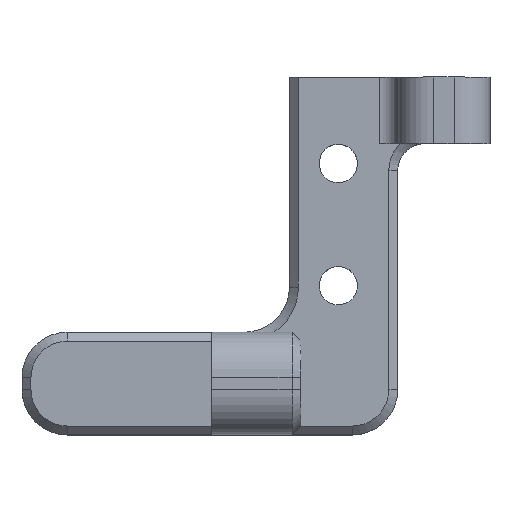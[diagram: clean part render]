
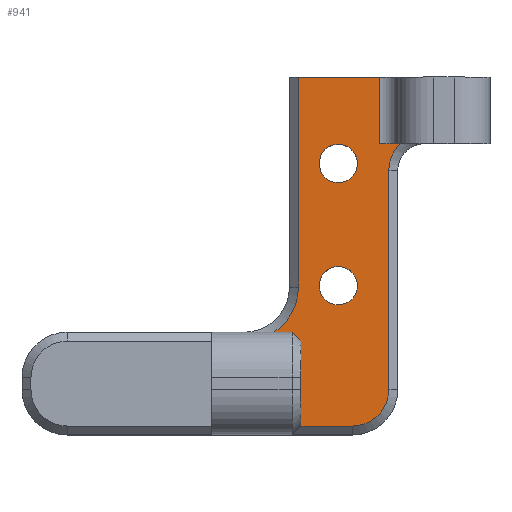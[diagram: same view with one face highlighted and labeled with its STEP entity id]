
A CAD part, top view. The second image highlights one B-rep face of the part: STEP entity #941.
In plain terms, the highlighted planar face has unit normal (0, 0, 1).
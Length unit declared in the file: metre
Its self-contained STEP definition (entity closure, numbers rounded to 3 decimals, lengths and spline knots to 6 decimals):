
#45=LINE('',#1395,#142);
#53=LINE('',#1423,#150);
#70=LINE('',#1488,#167);
#71=LINE('',#1492,#168);
#72=LINE('',#1494,#169);
#73=LINE('',#1496,#170);
#74=LINE('',#1498,#171);
#75=LINE('',#1502,#172);
#76=LINE('',#1505,#173);
#142=VECTOR('',#1109,1.);
#150=VECTOR('',#1133,1.);
#167=VECTOR('',#1190,1.);
#168=VECTOR('',#1193,1.);
#169=VECTOR('',#1194,1.);
#170=VECTOR('',#1195,1.);
#171=VECTOR('',#1196,1.);
#172=VECTOR('',#1199,1.);
#173=VECTOR('',#1202,1.);
#299=ORIENTED_EDGE('',*,*,#558,.T.);
#300=ORIENTED_EDGE('',*,*,#559,.T.);
#301=ORIENTED_EDGE('',*,*,#560,.F.);
#302=ORIENTED_EDGE('',*,*,#561,.T.);
#303=ORIENTED_EDGE('',*,*,#562,.F.);
#304=ORIENTED_EDGE('',*,*,#563,.T.);
#305=ORIENTED_EDGE('',*,*,#564,.T.);
#306=ORIENTED_EDGE('',*,*,#565,.T.);
#307=ORIENTED_EDGE('',*,*,#566,.T.);
#308=ORIENTED_EDGE('',*,*,#527,.T.);
#309=ORIENTED_EDGE('',*,*,#567,.T.);
#310=ORIENTED_EDGE('',*,*,#513,.T.);
#311=ORIENTED_EDGE('',*,*,#557,.T.);
#312=ORIENTED_EDGE('',*,*,#556,.T.);
#513=EDGE_CURVE('',#649,#648,#45,.T.);
#527=EDGE_CURVE('',#661,#662,#53,.T.);
#556=EDGE_CURVE('',#682,#682,#746,.T.);
#557=EDGE_CURVE('',#683,#683,#747,.T.);
#558=EDGE_CURVE('',#648,#684,#70,.T.);
#559=EDGE_CURVE('',#684,#685,#748,.F.);
#560=EDGE_CURVE('',#686,#685,#71,.T.);
#561=EDGE_CURVE('',#686,#687,#72,.T.);
#562=EDGE_CURVE('',#688,#687,#73,.T.);
#563=EDGE_CURVE('',#688,#689,#74,.T.);
#564=EDGE_CURVE('',#689,#690,#749,.T.);
#565=EDGE_CURVE('',#690,#691,#75,.T.);
#566=EDGE_CURVE('',#691,#661,#750,.F.);
#567=EDGE_CURVE('',#662,#649,#76,.T.);
#648=VERTEX_POINT('',#1394);
#649=VERTEX_POINT('',#1396);
#661=VERTEX_POINT('',#1424);
#662=VERTEX_POINT('',#1425);
#682=VERTEX_POINT('',#1483);
#683=VERTEX_POINT('',#1486);
#684=VERTEX_POINT('',#1489);
#685=VERTEX_POINT('',#1491);
#686=VERTEX_POINT('',#1493);
#687=VERTEX_POINT('',#1495);
#688=VERTEX_POINT('',#1497);
#689=VERTEX_POINT('',#1499);
#690=VERTEX_POINT('',#1501);
#691=VERTEX_POINT('',#1503);
#746=CIRCLE('',#1026,0.00215);
#747=CIRCLE('',#1028,0.00215);
#748=CIRCLE('',#1030,0.00607);
#749=CIRCLE('',#1031,0.00407);
#750=CIRCLE('',#1032,0.004);
#781=EDGE_LOOP('',(#299,#300,#301,#302,#303,#304,#305,#306,#307,#308,#309,
#310));
#782=EDGE_LOOP('',(#311));
#783=EDGE_LOOP('',(#312));
#848=FACE_BOUND('',#781,.T.);
#849=FACE_BOUND('',#782,.T.);
#850=FACE_BOUND('',#783,.T.);
#907=PLANE('',#1029);
#941=ADVANCED_FACE('',(#848,#849,#850),#907,.T.);
#1026=AXIS2_PLACEMENT_3D('',#1482,#1182,#1183);
#1028=AXIS2_PLACEMENT_3D('',#1485,#1186,#1187);
#1029=AXIS2_PLACEMENT_3D('',#1487,#1188,#1189);
#1030=AXIS2_PLACEMENT_3D('',#1490,#1191,#1192);
#1031=AXIS2_PLACEMENT_3D('',#1500,#1197,#1198);
#1032=AXIS2_PLACEMENT_3D('',#1504,#1200,#1201);
#1109=DIRECTION('',(-1.,0.,0.));
#1133=DIRECTION('',(-1.,0.,0.));
#1182=DIRECTION('',(0.,0.,-1.));
#1183=DIRECTION('',(-1.,0.,0.));
#1186=DIRECTION('',(0.,0.,-1.));
#1187=DIRECTION('',(-1.,0.,0.));
#1188=DIRECTION('',(0.,0.,1.));
#1189=DIRECTION('',(1.,0.,0.));
#1190=DIRECTION('',(0.,-1.,0.));
#1191=DIRECTION('',(0.,0.,1.));
#1192=DIRECTION('',(1.,0.,0.));
#1193=DIRECTION('',(-1.,0.,0.));
#1194=DIRECTION('',(0.707,-0.707,0.));
#1195=DIRECTION('',(0.,1.,0.));
#1196=DIRECTION('',(1.,0.,0.));
#1197=DIRECTION('',(0.,0.,1.));
#1198=DIRECTION('',(1.,0.,0.));
#1199=DIRECTION('',(0.,1.,0.));
#1200=DIRECTION('',(0.,0.,1.));
#1201=DIRECTION('',(1.,0.,0.));
#1202=DIRECTION('',(0.,1.,0.));
#1394=CARTESIAN_POINT('',(0.006467,0.085683,0.019008));
#1395=CARTESIAN_POINT('',(0.004105,0.085683,0.019008));
#1396=CARTESIAN_POINT('',(0.015602,0.085683,0.019008));
#1423=CARTESIAN_POINT('',(-0.002308,0.07823,0.019008));
#1424=CARTESIAN_POINT('',(0.017956,0.07823,0.019008));
#1425=CARTESIAN_POINT('',(0.015602,0.07823,0.019008));
#1482=CARTESIAN_POINT('',(0.010946,0.06231,0.019008));
#1483=CARTESIAN_POINT('',(0.008796,0.06231,0.019008));
#1485=CARTESIAN_POINT('',(0.010946,0.076002,0.019008));
#1486=CARTESIAN_POINT('',(0.008796,0.076002,0.019008));
#1487=CARTESIAN_POINT('',(-0.002308,0.065301,0.019008));
#1488=CARTESIAN_POINT('',(0.006467,0.065301,0.019008));
#1489=CARTESIAN_POINT('',(0.006467,0.062157,0.019008));
#1490=CARTESIAN_POINT('',(0.000397,0.062157,0.019008));
#1491=CARTESIAN_POINT('',(0.003735,0.057087,0.019008));
#1492=CARTESIAN_POINT('',(-0.009521,0.057087,0.019008));
#1493=CARTESIAN_POINT('',(0.005759,0.057087,0.019008));
#1494=CARTESIAN_POINT('',(0.006759,0.056087,0.019008));
#1495=CARTESIAN_POINT('',(0.006759,0.056087,0.019008));
#1496=CARTESIAN_POINT('',(0.006759,0.045579,0.019008));
#1497=CARTESIAN_POINT('',(0.006759,0.046579,0.019008));
#1498=CARTESIAN_POINT('',(0.012532,0.046579,0.019008));
#1499=CARTESIAN_POINT('',(0.012532,0.046579,0.019008));
#1500=CARTESIAN_POINT('',(0.012532,0.050649,0.019008));
#1501=CARTESIAN_POINT('',(0.016602,0.050649,0.019008));
#1502=CARTESIAN_POINT('',(0.016602,0.07523,0.019008));
#1503=CARTESIAN_POINT('',(0.016602,0.07523,0.019008));
#1504=CARTESIAN_POINT('',(0.020602,0.07523,0.019008));
#1505=CARTESIAN_POINT('',(0.015602,0.085683,0.019008));
